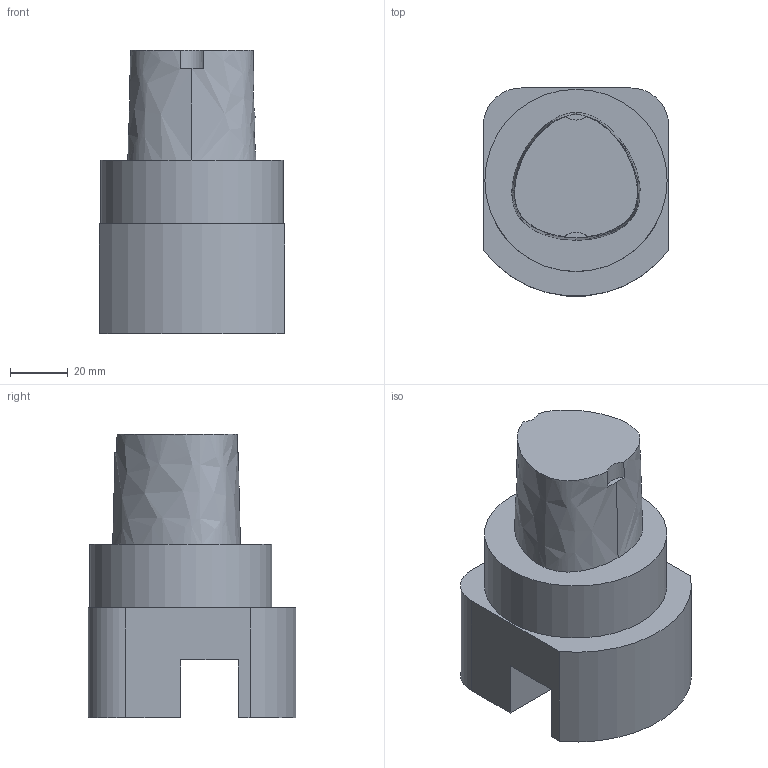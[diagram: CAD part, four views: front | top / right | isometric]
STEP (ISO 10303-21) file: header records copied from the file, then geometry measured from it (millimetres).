
FILE_DESCRIPTION((''),'1');
FILE_NAME('C6-90-BH20N-32060.stp','2022-10-12T07:09:29',(''),(''),'Spatial Interop R21 SP3','Kubotek KeyCreator 2011 V10.0.2 (22737)',' ');
FILE_SCHEMA(('automotive_design'));
Length unit declared in the file: millimetre
Products named in the file (1): 240[2]
Bounding box: 64 x 71.86 x 98 mm (x, y, z)
Volume: 258514.7 mm3; surface area: 28703.8 mm2
Topology: 1 solids, 1 shells, 21 faces, 51 edges, 34 vertices
Faces by surface type: plane 13, cylinder 6, bspline 2
Full cylindrical faces by diameter (mm): 62.985 x1
Entity records: 1678 total; most frequent: CARTESIAN_POINT 672, ORIENTED_EDGE 100, PRESENTATION_STYLE_ASSIGNMENT 94, COLOUR_RGB 94, DIRECTION 90, STYLED_ITEM 72, CURVE_STYLE 72, DRAUGHTING_PRE_DEFINED_CURVE_FONT 72
